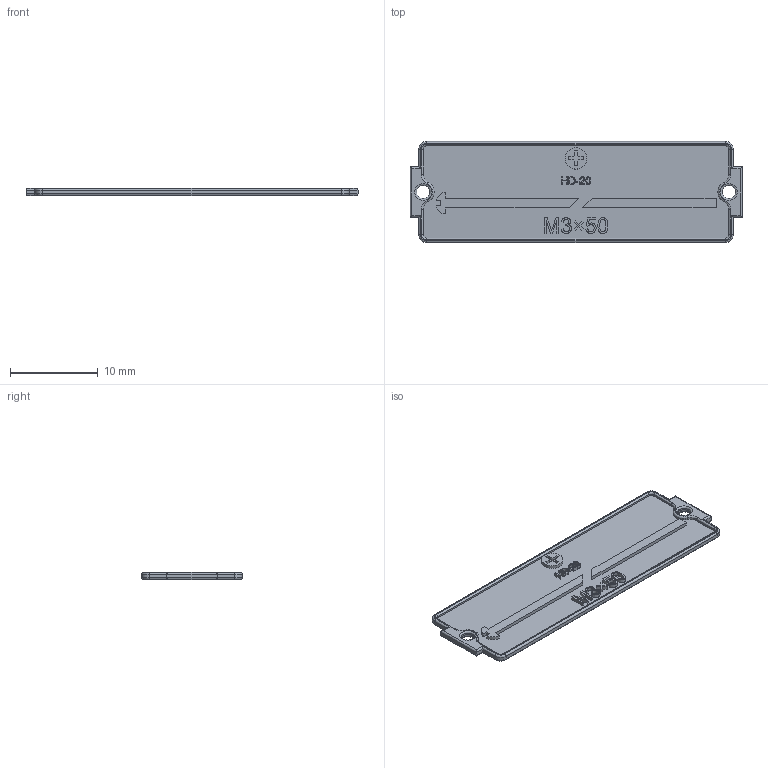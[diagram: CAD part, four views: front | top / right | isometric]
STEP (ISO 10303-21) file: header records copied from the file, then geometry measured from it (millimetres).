
FILE_DESCRIPTION(('Open CASCADE Model'),'2;1');
FILE_NAME('Open CASCADE Shape Model','2025-05-28T21:53:27',('Author'),( 'Open CASCADE'),'Open CASCADE STEP processor 7.8','build123d', 'Unknown');
FILE_SCHEMA(('AUTOMOTIVE_DESIGN { 1 0 10303 214 1 1 1 1 }'));
Length unit declared in the file: millimetre
Products named in the file (1): COMPOUND
Bounding box: 37.8 x 11.5 x 0.8 mm (x, y, z)
Volume: 205.5 mm3; surface area: 992.1 mm2
Topology: 1 solids, 1 shells, 223 faces, 555 edges, 352 vertices
Faces by surface type: plane 127, cylinder 49, extrusion 25, torus 22
Full cylindrical faces by diameter (mm): 1.5 x4, 2.45 x1
Entity records: 14416 total; most frequent: CARTESIAN_POINT 3348, DIRECTION 1987, VECTOR 1342, LINE 1317, ORIENTED_EDGE 1110, PCURVE 1110, DEFINITIONAL_REPRESENTATION 1110, EDGE_CURVE 555
